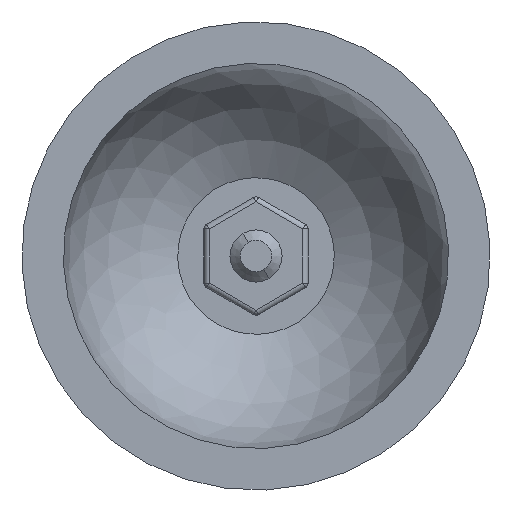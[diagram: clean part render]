
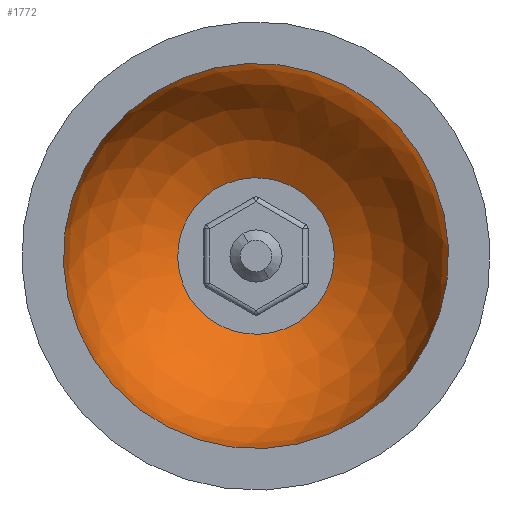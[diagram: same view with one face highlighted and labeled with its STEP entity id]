
A CAD part, front view. The second image highlights one B-rep face of the part: STEP entity #1772.
In plain terms, the highlighted spherical face has radius 18.5 mm.
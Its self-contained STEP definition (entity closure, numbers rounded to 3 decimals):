
#64 = ORIENTED_EDGE ( 'NONE', *, *, #2357, .F. ) ;
#117 = DIRECTION ( 'NONE',  ( 0., 0., 1. ) ) ;
#129 = ORIENTED_EDGE ( 'NONE', *, *, #1619, .F. ) ;
#133 = DIRECTION ( 'NONE',  ( 0., 1., 0. ) ) ;
#149 = DIRECTION ( 'NONE',  ( 1., 0., 0. ) ) ;
#163 = VERTEX_POINT ( 'NONE', #918 ) ;
#222 = CIRCLE ( 'NONE', #2319, 7.526 ) ;
#264 = EDGE_CURVE ( 'NONE', #2653, #163, #222, .T. ) ;
#300 = FACE_OUTER_BOUND ( 'NONE', #3069, .T. ) ;
#394 = DIRECTION ( 'NONE',  ( 1., 0., 0. ) ) ;
#491 = VERTEX_POINT ( 'NONE', #2863 ) ;
#618 = DIRECTION ( 'NONE',  ( 0., -1., 0. ) ) ;
#818 = ORIENTED_EDGE ( 'NONE', *, *, #1171, .F. ) ;
#918 = CARTESIAN_POINT ( 'NONE',  ( 7.526, -16.9, 0. ) ) ;
#992 = CARTESIAN_POINT ( 'NONE',  ( 0., -16.9, 0. ) ) ;
#1057 = EDGE_LOOP ( 'NONE', ( #129, #2168 ) ) ;
#1085 = CIRCLE ( 'NONE', #2909, 18.5 ) ;
#1098 = DIRECTION ( 'NONE',  ( 1., 0., 0. ) ) ;
#1152 = DIRECTION ( 'NONE',  ( 0., 1., 0. ) ) ;
#1171 = EDGE_CURVE ( 'NONE', #2967, #491, #2601, .T. ) ;
#1357 = FACE_BOUND ( 'NONE', #1057, .T. ) ;
#1567 = SPHERICAL_SURFACE ( 'NONE', #1745, 18.5 ) ;
#1601 = DIRECTION ( 'NONE',  ( 0., 1., 0. ) ) ;
#1619 = EDGE_CURVE ( 'NONE', #163, #2653, #2414, .T. ) ;
#1745 = AXIS2_PLACEMENT_3D ( 'NONE', #3208, #1601, #1098 ) ;
#1767 = DIRECTION ( 'NONE',  ( 0., -1., 0. ) ) ;
#1772 = ADVANCED_FACE ( 'NONE', ( #300, #1357 ), #1567, .F. ) ;
#2168 = ORIENTED_EDGE ( 'NONE', *, *, #264, .F. ) ;
#2319 = AXIS2_PLACEMENT_3D ( 'NONE', #2501, #133, #149 ) ;
#2357 = EDGE_CURVE ( 'NONE', #491, #2967, #1085, .T. ) ;
#2414 = CIRCLE ( 'NONE', #3415, 7.526 ) ;
#2501 = CARTESIAN_POINT ( 'NONE',  ( 0., -16.9, 0. ) ) ;
#2601 = CIRCLE ( 'NONE', #2940, 18.5 ) ;
#2653 = VERTEX_POINT ( 'NONE', #2905 ) ;
#2715 = DIRECTION ( 'NONE',  ( 0., 0., 1. ) ) ;
#2863 = CARTESIAN_POINT ( 'NONE',  ( 0., 0., -18.5 ) ) ;
#2905 = CARTESIAN_POINT ( 'NONE',  ( -7.526, -16.9, 0. ) ) ;
#2909 = AXIS2_PLACEMENT_3D ( 'NONE', #2979, #618, #2715 ) ;
#2940 = AXIS2_PLACEMENT_3D ( 'NONE', #3030, #1767, #117 ) ;
#2967 = VERTEX_POINT ( 'NONE', #3418 ) ;
#2979 = CARTESIAN_POINT ( 'NONE',  ( 0., 0., 0. ) ) ;
#3030 = CARTESIAN_POINT ( 'NONE',  ( 0., 0., 0. ) ) ;
#3069 = EDGE_LOOP ( 'NONE', ( #818, #64 ) ) ;
#3208 = CARTESIAN_POINT ( 'NONE',  ( 0., 0., 0. ) ) ;
#3415 = AXIS2_PLACEMENT_3D ( 'NONE', #992, #1152, #394 ) ;
#3418 = CARTESIAN_POINT ( 'NONE',  ( 0., 0., 18.5 ) ) ;
